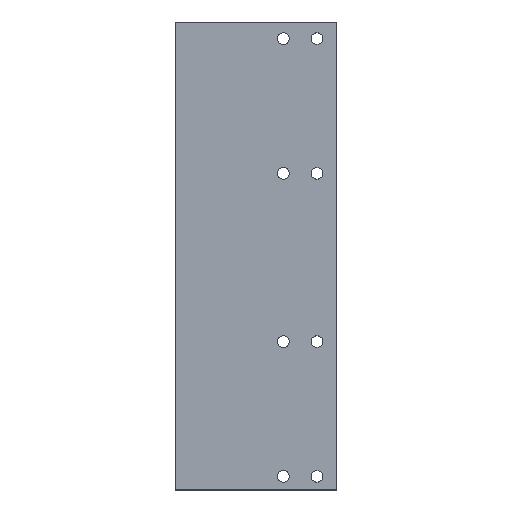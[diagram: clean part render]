
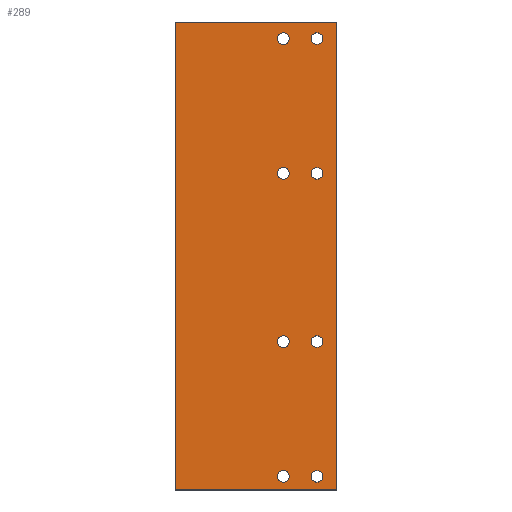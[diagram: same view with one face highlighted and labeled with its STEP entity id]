
A CAD part, top view. The second image highlights one B-rep face of the part: STEP entity #289.
In plain terms, the highlighted planar face has unit normal (0, 0, 1).
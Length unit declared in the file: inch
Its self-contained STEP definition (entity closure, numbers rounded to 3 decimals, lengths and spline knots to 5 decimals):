
#15=FACE_BOUND('',#64,.T.);
#16=FACE_BOUND('',#65,.T.);
#17=FACE_BOUND('',#66,.T.);
#18=FACE_BOUND('',#67,.T.);
#19=FACE_BOUND('',#68,.T.);
#20=FACE_BOUND('',#69,.T.);
#21=FACE_BOUND('',#70,.T.);
#22=FACE_BOUND('',#71,.T.);
#35=PLANE('',#341);
#49=FACE_OUTER_BOUND('',#63,.T.);
#63=EDGE_LOOP('',(#245,#246,#247,#248));
#64=EDGE_LOOP('',(#249));
#65=EDGE_LOOP('',(#250));
#66=EDGE_LOOP('',(#251));
#67=EDGE_LOOP('',(#252));
#68=EDGE_LOOP('',(#253));
#69=EDGE_LOOP('',(#254));
#70=EDGE_LOOP('',(#255));
#71=EDGE_LOOP('',(#256));
#91=LINE('',#481,#111);
#94=LINE('',#487,#114);
#97=LINE('',#493,#117);
#100=LINE('',#497,#120);
#111=VECTOR('',#405,0.3937);
#114=VECTOR('',#410,0.3937);
#117=VECTOR('',#415,0.3937);
#120=VECTOR('',#420,0.3937);
#121=CIRCLE('',#314,0.086);
#123=CIRCLE('',#317,0.086);
#125=CIRCLE('',#320,0.086);
#127=CIRCLE('',#323,0.086);
#129=CIRCLE('',#326,0.086);
#131=CIRCLE('',#329,0.086);
#133=CIRCLE('',#332,0.086);
#135=CIRCLE('',#335,0.086);
#137=VERTEX_POINT('',#427);
#139=VERTEX_POINT('',#433);
#141=VERTEX_POINT('',#439);
#143=VERTEX_POINT('',#445);
#145=VERTEX_POINT('',#451);
#147=VERTEX_POINT('',#457);
#149=VERTEX_POINT('',#463);
#151=VERTEX_POINT('',#469);
#155=VERTEX_POINT('',#478);
#156=VERTEX_POINT('',#480);
#158=VERTEX_POINT('',#486);
#160=VERTEX_POINT('',#492);
#161=EDGE_CURVE('',#137,#137,#121,.T.);
#164=EDGE_CURVE('',#139,#139,#123,.T.);
#167=EDGE_CURVE('',#141,#141,#125,.T.);
#170=EDGE_CURVE('',#143,#143,#127,.T.);
#173=EDGE_CURVE('',#145,#145,#129,.T.);
#176=EDGE_CURVE('',#147,#147,#131,.T.);
#179=EDGE_CURVE('',#149,#149,#133,.T.);
#182=EDGE_CURVE('',#151,#151,#135,.T.);
#187=EDGE_CURVE('',#156,#155,#91,.T.);
#190=EDGE_CURVE('',#158,#156,#94,.T.);
#193=EDGE_CURVE('',#160,#158,#97,.T.);
#196=EDGE_CURVE('',#155,#160,#100,.T.);
#245=ORIENTED_EDGE('',*,*,#196,.T.);
#246=ORIENTED_EDGE('',*,*,#193,.T.);
#247=ORIENTED_EDGE('',*,*,#190,.T.);
#248=ORIENTED_EDGE('',*,*,#187,.T.);
#249=ORIENTED_EDGE('',*,*,#182,.T.);
#250=ORIENTED_EDGE('',*,*,#179,.T.);
#251=ORIENTED_EDGE('',*,*,#176,.T.);
#252=ORIENTED_EDGE('',*,*,#173,.T.);
#253=ORIENTED_EDGE('',*,*,#170,.T.);
#254=ORIENTED_EDGE('',*,*,#167,.T.);
#255=ORIENTED_EDGE('',*,*,#164,.T.);
#256=ORIENTED_EDGE('',*,*,#161,.T.);
#289=ADVANCED_FACE('',(#49,#15,#16,#17,#18,#19,#20,#21,#22),#35,.T.);
#314=AXIS2_PLACEMENT_3D('',#428,#347,#348);
#317=AXIS2_PLACEMENT_3D('',#434,#354,#355);
#320=AXIS2_PLACEMENT_3D('',#440,#361,#362);
#323=AXIS2_PLACEMENT_3D('',#446,#368,#369);
#326=AXIS2_PLACEMENT_3D('',#452,#375,#376);
#329=AXIS2_PLACEMENT_3D('',#458,#382,#383);
#332=AXIS2_PLACEMENT_3D('',#464,#389,#390);
#335=AXIS2_PLACEMENT_3D('',#470,#396,#397);
#341=AXIS2_PLACEMENT_3D('',#498,#421,#422);
#347=DIRECTION('center_axis',(0.,0.,-1.));
#348=DIRECTION('ref_axis',(-1.,0.,0.));
#354=DIRECTION('center_axis',(0.,0.,-1.));
#355=DIRECTION('ref_axis',(-1.,0.,0.));
#361=DIRECTION('center_axis',(0.,0.,-1.));
#362=DIRECTION('ref_axis',(-1.,0.,0.));
#368=DIRECTION('center_axis',(0.,0.,-1.));
#369=DIRECTION('ref_axis',(-1.,0.,0.));
#375=DIRECTION('center_axis',(0.,0.,-1.));
#376=DIRECTION('ref_axis',(-1.,0.,0.));
#382=DIRECTION('center_axis',(0.,0.,-1.));
#383=DIRECTION('ref_axis',(-1.,0.,0.));
#389=DIRECTION('center_axis',(0.,0.,-1.));
#390=DIRECTION('ref_axis',(-1.,0.,0.));
#396=DIRECTION('center_axis',(0.,0.,-1.));
#397=DIRECTION('ref_axis',(-1.,0.,0.));
#405=DIRECTION('',(1.,0.,0.));
#410=DIRECTION('',(0.,-1.,0.));
#415=DIRECTION('',(-1.,0.,0.));
#420=DIRECTION('',(0.,1.,0.));
#421=DIRECTION('center_axis',(0.,0.,1.));
#422=DIRECTION('ref_axis',(1.,0.,0.));
#427=CARTESIAN_POINT('',(-3.56209,1.96204,0.125));
#428=CARTESIAN_POINT('Origin',(-3.64809,1.96204,0.125));
#433=CARTESIAN_POINT('',(-4.06209,1.96204,0.125));
#434=CARTESIAN_POINT('Origin',(-4.14809,1.96204,0.125));
#439=CARTESIAN_POINT('',(-4.06209,4.46204,0.125));
#440=CARTESIAN_POINT('Origin',(-4.14809,4.46204,0.125));
#445=CARTESIAN_POINT('',(-3.56209,-0.03796,0.125));
#446=CARTESIAN_POINT('Origin',(-3.64809,-0.03796,0.125));
#451=CARTESIAN_POINT('',(-3.56209,6.46204,0.125));
#452=CARTESIAN_POINT('Origin',(-3.64809,6.46204,0.125));
#457=CARTESIAN_POINT('',(-4.06209,6.46204,0.125));
#458=CARTESIAN_POINT('Origin',(-4.14809,6.46204,0.125));
#463=CARTESIAN_POINT('',(-3.56209,4.46204,0.125));
#464=CARTESIAN_POINT('Origin',(-3.64809,4.46204,0.125));
#469=CARTESIAN_POINT('',(-4.06209,-0.03796,0.125));
#470=CARTESIAN_POINT('Origin',(-4.14809,-0.03796,0.125));
#478=CARTESIAN_POINT('',(-3.35385,-0.24044,0.125));
#480=CARTESIAN_POINT('',(-5.75385,-0.24044,0.125));
#481=CARTESIAN_POINT('',(-5.75385,-0.24044,0.125));
#486=CARTESIAN_POINT('',(-5.75385,6.70912,0.125));
#487=CARTESIAN_POINT('',(-5.75385,6.70912,0.125));
#492=CARTESIAN_POINT('',(-3.35385,6.70912,0.125));
#493=CARTESIAN_POINT('',(-3.35385,6.70912,0.125));
#497=CARTESIAN_POINT('',(-3.35385,-1.29088,0.125));
#498=CARTESIAN_POINT('Origin',(-4.55385,3.23434,0.125));
